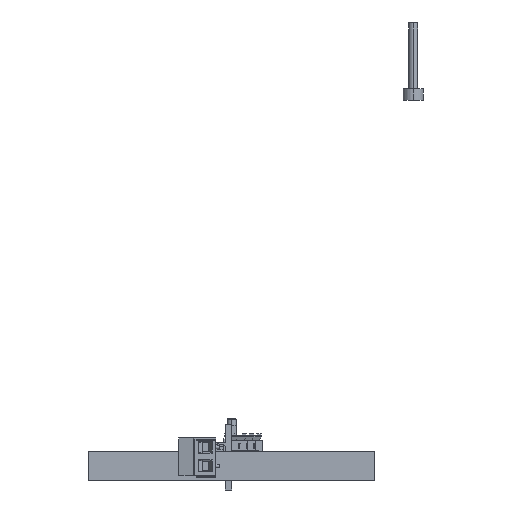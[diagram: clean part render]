
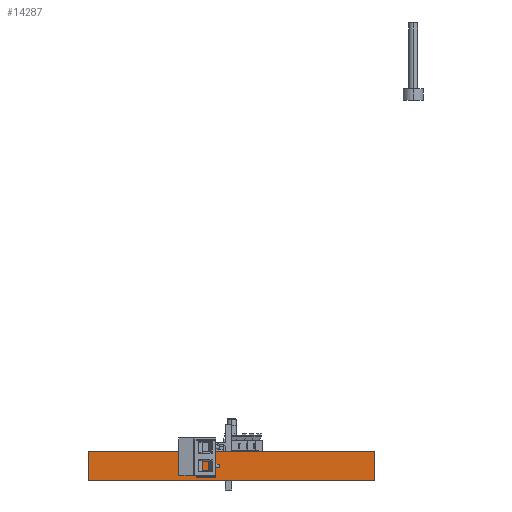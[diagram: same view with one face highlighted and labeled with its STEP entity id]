
A CAD part, left-side view. The second image highlights one B-rep face of the part: STEP entity #14287.
In plain terms, the highlighted planar face has unit normal (-1, 0, 0).
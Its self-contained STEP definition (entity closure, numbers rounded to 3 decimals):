
#409 = LINE ( 'NONE', #25359, #72047 ) ;
#2185 = EDGE_LOOP ( 'NONE', ( #34752, #58196, #76926, #9645 ) ) ;
#5978 = CARTESIAN_POINT ( 'NONE',  ( -39.8, -38.505, 1.6 ) ) ;
#9645 = ORIENTED_EDGE ( 'NONE', *, *, #36260, .F. ) ;
#11256 = CARTESIAN_POINT ( 'NONE',  ( -39.8, 38.505, -115.755 ) ) ;
#14287 = ADVANCED_FACE ( 'NONE', ( #42329 ), #67278, .T. ) ;
#14298 = CARTESIAN_POINT ( 'NONE',  ( -39.8, -38.505, -6.2 ) ) ;
#22702 = CARTESIAN_POINT ( 'NONE',  ( -39.8, 38.505, -115.755 ) ) ;
#23799 = DIRECTION ( 'NONE',  ( 0., 0., 1. ) ) ;
#25359 = CARTESIAN_POINT ( 'NONE',  ( -39.8, 38.505, 1.6 ) ) ;
#26446 = VERTEX_POINT ( 'NONE', #5978 ) ;
#32057 = VECTOR ( 'NONE', #39236, 1000. ) ;
#32670 = CARTESIAN_POINT ( 'NONE',  ( -39.8, 38.505, -6.2 ) ) ;
#32841 = AXIS2_PLACEMENT_3D ( 'NONE', #11256, #36175, #61129 ) ;
#34752 = ORIENTED_EDGE ( 'NONE', *, *, #61312, .F. ) ;
#35184 = EDGE_CURVE ( 'NONE', #71699, #26446, #54886, .T. ) ;
#36175 = DIRECTION ( 'NONE',  ( -1., 0., 0. ) ) ;
#36260 = EDGE_CURVE ( 'NONE', #78645, #26446, #409, .T. ) ;
#39236 = DIRECTION ( 'NONE',  ( 0., 1., 0. ) ) ;
#42329 = FACE_OUTER_BOUND ( 'NONE', #2185, .T. ) ;
#44065 = VERTEX_POINT ( 'NONE', #32670 ) ;
#47647 = DIRECTION ( 'NONE',  ( 0., 0., 1. ) ) ;
#50309 = DIRECTION ( 'NONE',  ( 0., -1., 0. ) ) ;
#54347 = CARTESIAN_POINT ( 'NONE',  ( -39.8, 38.505, 1.6 ) ) ;
#54886 = LINE ( 'NONE', #79832, #65461 ) ;
#58196 = ORIENTED_EDGE ( 'NONE', *, *, #74502, .F. ) ;
#61129 = DIRECTION ( 'NONE',  ( 0., 0., 1. ) ) ;
#61312 = EDGE_CURVE ( 'NONE', #44065, #78645, #78722, .T. ) ;
#65461 = VECTOR ( 'NONE', #23799, 1000. ) ;
#67278 = PLANE ( 'NONE',  #32841 ) ;
#70324 = LINE ( 'NONE', #14298, #32057 ) ;
#71195 = VECTOR ( 'NONE', #47647, 1000. ) ;
#71699 = VERTEX_POINT ( 'NONE', #73965 ) ;
#72047 = VECTOR ( 'NONE', #50309, 1000. ) ;
#73965 = CARTESIAN_POINT ( 'NONE',  ( -39.8, -38.505, -6.2 ) ) ;
#74502 = EDGE_CURVE ( 'NONE', #71699, #44065, #70324, .T. ) ;
#76926 = ORIENTED_EDGE ( 'NONE', *, *, #35184, .T. ) ;
#78645 = VERTEX_POINT ( 'NONE', #54347 ) ;
#78722 = LINE ( 'NONE', #22702, #71195 ) ;
#79832 = CARTESIAN_POINT ( 'NONE',  ( -39.8, -38.505, -115.755 ) ) ;
